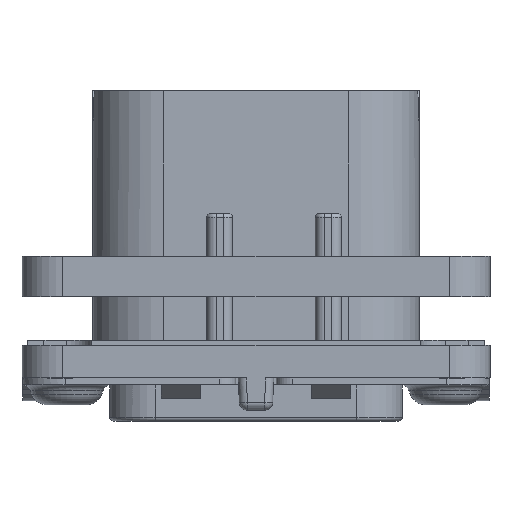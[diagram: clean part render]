
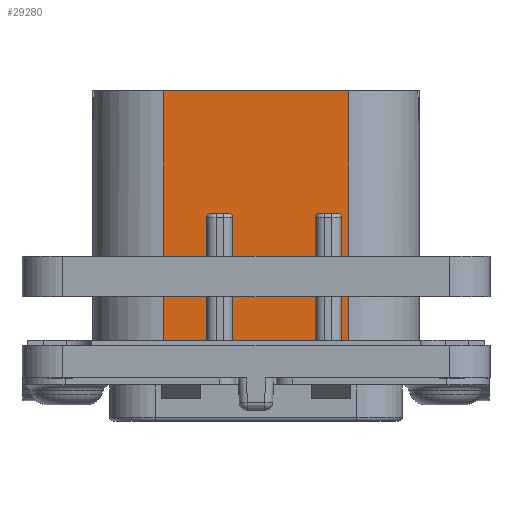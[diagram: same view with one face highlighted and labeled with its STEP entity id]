
A CAD part, front view. The second image highlights one B-rep face of the part: STEP entity #29280.
In plain terms, the highlighted planar face has unit normal (0, -1, 0).
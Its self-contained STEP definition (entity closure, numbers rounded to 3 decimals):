
#1440=DIRECTION('',(1.,0.,0.));
#1441=VECTOR('',#1440,11.4);
#1442=CARTESIAN_POINT('',(-5.7,-9.,17.67));
#1443=LINE('',#1442,#1441);
#5383=DIRECTION('',(1.,0.,0.));
#5384=VECTOR('',#5383,2.66);
#5385=CARTESIAN_POINT('',(-5.7,-9.,2.));
#5386=LINE('',#5385,#5384);
#5395=CARTESIAN_POINT('',(-2.79,-9.,9.87));
#5396=DIRECTION('',(0.,1.,0.));
#5397=DIRECTION('',(-1.,0.,0.));
#5398=AXIS2_PLACEMENT_3D('',#5395,#5396,#5397);
#5427=CARTESIAN_POINT('',(-1.69,-9.,9.87));
#5428=DIRECTION('',(0.,1.,0.));
#5429=DIRECTION('',(0.,0.,1.));
#5430=AXIS2_PLACEMENT_3D('',#5427,#5428,#5429);
#5440=DIRECTION('',(0.,0.,1.));
#5441=VECTOR('',#5440,7.87);
#5442=CARTESIAN_POINT('',(5.25,-9.,2.));
#5443=LINE('',#5442,#5441);
#5444=DIRECTION('',(1.,0.,0.));
#5445=VECTOR('',#5444,1.1);
#5446=CARTESIAN_POINT('',(3.9,-9.,10.12));
#5447=LINE('',#5446,#5445);
#5448=DIRECTION('',(0.,0.,1.));
#5449=VECTOR('',#5448,7.87);
#5450=CARTESIAN_POINT('',(3.65,-9.,2.));
#5451=LINE('',#5450,#5449);
#5452=DIRECTION('',(0.,0.,1.));
#5453=VECTOR('',#5452,7.87);
#5454=CARTESIAN_POINT('',(-1.44,-9.,2.));
#5455=LINE('',#5454,#5453);
#5456=DIRECTION('',(1.,0.,0.));
#5457=VECTOR('',#5456,1.1);
#5458=CARTESIAN_POINT('',(-2.79,-9.,10.12));
#5459=LINE('',#5458,#5457);
#5460=DIRECTION('',(0.,0.,1.));
#5461=VECTOR('',#5460,7.87);
#5462=CARTESIAN_POINT('',(-3.04,-9.,2.));
#5463=LINE('',#5462,#5461);
#5464=DIRECTION('',(0.,0.,-1.));
#5465=VECTOR('',#5464,15.67);
#5466=CARTESIAN_POINT('',(-5.7,-9.,17.67));
#5467=LINE('',#5466,#5465);
#5468=DIRECTION('',(0.,0.,-1.));
#5469=VECTOR('',#5468,15.67);
#5470=CARTESIAN_POINT('',(5.7,-9.,17.67));
#5471=LINE('',#5470,#5469);
#5485=CARTESIAN_POINT('',(5.,-9.,9.87));
#5486=DIRECTION('',(0.,1.,0.));
#5487=DIRECTION('',(0.,0.,1.));
#5488=AXIS2_PLACEMENT_3D('',#5485,#5486,#5487);
#5527=CARTESIAN_POINT('',(3.9,-9.,9.87));
#5528=DIRECTION('',(0.,1.,0.));
#5529=DIRECTION('',(-1.,0.,0.));
#5530=AXIS2_PLACEMENT_3D('',#5527,#5528,#5529);
#5618=DIRECTION('',(1.,0.,0.));
#5619=VECTOR('',#5618,0.45);
#5620=CARTESIAN_POINT('',(5.25,-9.,2.));
#5621=LINE('',#5620,#5619);
#11878=DIRECTION('',(1.,0.,0.));
#11879=VECTOR('',#11878,5.09);
#11880=CARTESIAN_POINT('',(-1.44,-9.,2.));
#11881=LINE('',#11880,#11879);
#18558=CARTESIAN_POINT('',(-5.7,-9.,17.67));
#18559=CARTESIAN_POINT('',(-5.7,-9.,2.));
#18560=VERTEX_POINT('',#18558);
#18561=VERTEX_POINT('',#18559);
#18562=CARTESIAN_POINT('',(5.7,-9.,17.67));
#18563=CARTESIAN_POINT('',(5.7,-9.,2.));
#18564=VERTEX_POINT('',#18562);
#18565=VERTEX_POINT('',#18563);
#18720=CARTESIAN_POINT('',(-3.04,-9.,2.));
#18721=VERTEX_POINT('',#18720);
#18722=CARTESIAN_POINT('',(-1.44,-9.,2.));
#18723=CARTESIAN_POINT('',(3.65,-9.,2.));
#18724=VERTEX_POINT('',#18722);
#18725=VERTEX_POINT('',#18723);
#18726=CARTESIAN_POINT('',(5.25,-9.,2.));
#18727=VERTEX_POINT('',#18726);
#21199=CARTESIAN_POINT('',(-1.44,-9.,9.87));
#21201=VERTEX_POINT('',#21199);
#21203=CARTESIAN_POINT('',(-1.69,-9.,10.12));
#21205=VERTEX_POINT('',#21203);
#21226=CARTESIAN_POINT('',(-2.79,-9.,10.12));
#21227=VERTEX_POINT('',#21226);
#21228=CARTESIAN_POINT('',(-3.04,-9.,9.87));
#21229=VERTEX_POINT('',#21228);
#21231=CARTESIAN_POINT('',(5.25,-9.,9.87));
#21233=VERTEX_POINT('',#21231);
#21235=CARTESIAN_POINT('',(5.,-9.,10.12));
#21237=VERTEX_POINT('',#21235);
#21238=CARTESIAN_POINT('',(3.9,-9.,10.12));
#21240=VERTEX_POINT('',#21238);
#21242=CARTESIAN_POINT('',(3.65,-9.,9.87));
#21244=VERTEX_POINT('',#21242);
#29250=CARTESIAN_POINT('',(-10.05,-9.,2.));
#29251=DIRECTION('',(0.,-1.,0.));
#29252=DIRECTION('',(1.,0.,0.));
#29253=AXIS2_PLACEMENT_3D('',#29250,#29251,#29252);
#29254=PLANE('',#29253);
#29256=ORIENTED_EDGE('',*,*,#29255,.T.);
#29258=ORIENTED_EDGE('',*,*,#29257,.F.);
#29260=ORIENTED_EDGE('',*,*,#29259,.F.);
#29262=ORIENTED_EDGE('',*,*,#29261,.F.);
#29264=ORIENTED_EDGE('',*,*,#29263,.F.);
#29266=ORIENTED_EDGE('',*,*,#29265,.F.);
#29267=ORIENTED_EDGE('',*,*,#29241,.T.);
#29268=ORIENTED_EDGE('',*,*,#29230,.F.);
#29269=ORIENTED_EDGE('',*,*,#29215,.F.);
#29270=ORIENTED_EDGE('',*,*,#29196,.F.);
#29271=ORIENTED_EDGE('',*,*,#29181,.F.);
#29272=ORIENTED_EDGE('',*,*,#29166,.F.);
#29273=ORIENTED_EDGE('',*,*,#23605,.F.);
#29274=ORIENTED_EDGE('',*,*,#23790,.T.);
#29275=ORIENTED_EDGE('',*,*,#24048,.T.);
#29277=ORIENTED_EDGE('',*,*,#29276,.F.);
#29278=EDGE_LOOP('',(#29256,#29258,#29260,#29262,#29264,#29266,#29267,#29268,
#29269,#29270,#29271,#29272,#29273,#29274,#29275,#29277));
#29279=FACE_OUTER_BOUND('',#29278,.F.);
#29280=ADVANCED_FACE('',(#29279),#29254,.T.);
#5399=CIRCLE('',#5398,0.25);
#5431=CIRCLE('',#5430,0.25);
#5489=CIRCLE('',#5488,0.25);
#5531=CIRCLE('',#5530,0.25);
#23605=EDGE_CURVE('',#18560,#18561,#5467,.T.);
#23790=EDGE_CURVE('',#18560,#18564,#1443,.T.);
#24048=EDGE_CURVE('',#18564,#18565,#5471,.T.);
#29166=EDGE_CURVE('',#18561,#18721,#5386,.T.);
#29181=EDGE_CURVE('',#18721,#21229,#5463,.T.);
#29196=EDGE_CURVE('',#21229,#21227,#5399,.T.);
#29215=EDGE_CURVE('',#21227,#21205,#5459,.T.);
#29230=EDGE_CURVE('',#21205,#21201,#5431,.T.);
#29241=EDGE_CURVE('',#18724,#21201,#5455,.T.);
#29255=EDGE_CURVE('',#18727,#21233,#5443,.T.);
#29257=EDGE_CURVE('',#21237,#21233,#5489,.T.);
#29259=EDGE_CURVE('',#21240,#21237,#5447,.T.);
#29261=EDGE_CURVE('',#21244,#21240,#5531,.T.);
#29263=EDGE_CURVE('',#18725,#21244,#5451,.T.);
#29265=EDGE_CURVE('',#18724,#18725,#11881,.T.);
#29276=EDGE_CURVE('',#18727,#18565,#5621,.T.);
